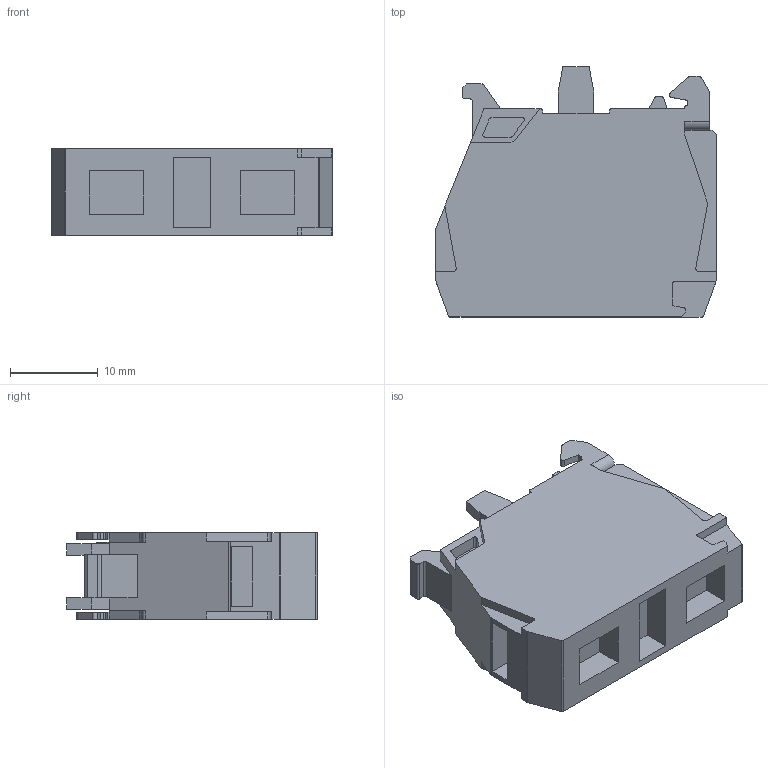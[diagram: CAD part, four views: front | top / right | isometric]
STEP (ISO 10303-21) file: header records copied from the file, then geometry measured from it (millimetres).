
FILE_DESCRIPTION((''),'2;1');
FILE_NAME('1','2023-11-06T',('Administrator'),('zyb.com'),'PRO/ENGINEER BY PARAMETRIC TECHNOLOGY CORPORATION, 2010280','PRO/ENGINEER BY PARAMETRIC TECHNOLOGY CORPORATION, 2010280','');
FILE_SCHEMA(('CONFIG_CONTROL_DESIGN','SHAPE_APPEARANCE_LAYERS_GROUPS'));
Length unit declared in the file: millimetre
Products named in the file (1): 1
Bounding box: 32 x 28.5 x 9.9 mm (x, y, z)
Volume: 6423.9 mm3; surface area: 3133.8 mm2
Topology: 1 solids, 1 shells, 193 faces, 546 edges, 362 vertices
Faces by surface type: plane 141, cylinder 52
Entity records: 6321 total; most frequent: CARTESIAN_POINT 1101, ORIENTED_EDGE 1092, DIRECTION 1036, EDGE_CURVE 546, VECTOR 442, LINE 442, VERTEX_POINT 362, AXIS2_PLACEMENT_3D 297
